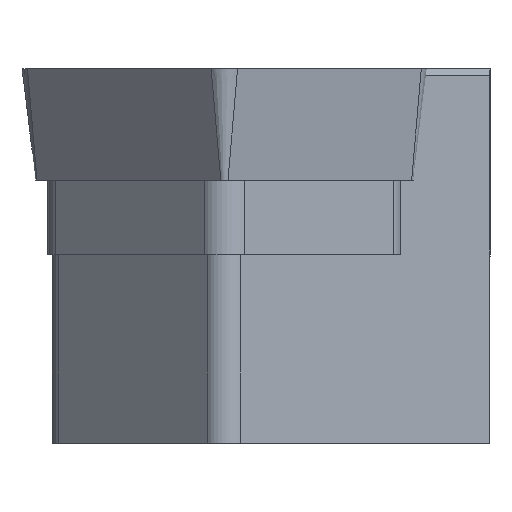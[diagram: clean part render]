
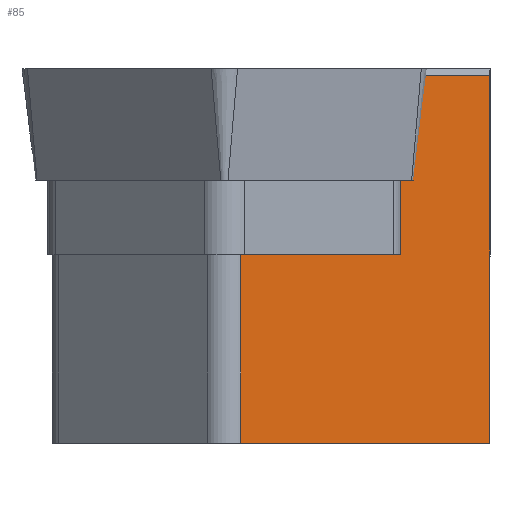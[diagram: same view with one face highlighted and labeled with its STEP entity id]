
A CAD part, left-side view. The second image highlights one B-rep face of the part: STEP entity #85.
In plain terms, the highlighted planar face has unit normal (-0.707, -0.707, 0).
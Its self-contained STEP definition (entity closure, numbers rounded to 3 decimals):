
#85=ADVANCED_FACE('',(#142),#112,.F.);
#112=PLANE('',#672);
#142=FACE_OUTER_BOUND('',#175,.T.);
#175=EDGE_LOOP('',(#262,#263,#264,#265,#266,#267,#268,#269));
#262=ORIENTED_EDGE('',*,*,#464,.F.);
#263=ORIENTED_EDGE('',*,*,#463,.T.);
#264=ORIENTED_EDGE('',*,*,#465,.F.);
#265=ORIENTED_EDGE('',*,*,#466,.F.);
#266=ORIENTED_EDGE('',*,*,#467,.F.);
#267=ORIENTED_EDGE('',*,*,#468,.F.);
#268=ORIENTED_EDGE('',*,*,#469,.F.);
#269=ORIENTED_EDGE('',*,*,#470,.T.);
#394=VERTEX_POINT('',#950);
#395=VERTEX_POINT('',#952);
#396=VERTEX_POINT('',#956);
#397=VERTEX_POINT('',#958);
#398=VERTEX_POINT('',#960);
#399=VERTEX_POINT('',#962);
#400=VERTEX_POINT('',#964);
#401=VERTEX_POINT('',#966);
#463=EDGE_CURVE('',#394,#395,#537,.T.);
#464=EDGE_CURVE('',#394,#396,#538,.T.);
#465=EDGE_CURVE('',#397,#395,#539,.T.);
#466=EDGE_CURVE('',#398,#397,#540,.T.);
#467=EDGE_CURVE('',#399,#398,#541,.T.);
#468=EDGE_CURVE('',#400,#399,#542,.T.);
#469=EDGE_CURVE('',#401,#400,#543,.T.);
#470=EDGE_CURVE('',#401,#396,#544,.T.);
#537=LINE('',#953,#605);
#538=LINE('',#955,#606);
#539=LINE('',#957,#607);
#540=LINE('',#959,#608);
#541=LINE('',#961,#609);
#542=LINE('',#963,#610);
#543=LINE('',#965,#611);
#544=LINE('',#967,#612);
#605=VECTOR('',#777,1.);
#606=VECTOR('',#780,1.);
#607=VECTOR('',#781,1.);
#608=VECTOR('',#782,1.);
#609=VECTOR('',#783,1.);
#610=VECTOR('',#784,1.);
#611=VECTOR('',#785,1.);
#612=VECTOR('',#786,1.);
#672=AXIS2_PLACEMENT_3D('',#968,#787,#788);
#777=DIRECTION('',(0.,0.,-1.));
#780=DIRECTION('',(0.707,-0.707,0.));
#781=DIRECTION('',(-0.707,0.707,0.));
#782=DIRECTION('',(0.,0.,-1.));
#783=DIRECTION('',(0.707,-0.707,0.));
#784=DIRECTION('',(0.086,-0.086,0.993));
#785=DIRECTION('',(0.707,-0.707,0.));
#786=DIRECTION('',(0.,0.,-1.));
#787=DIRECTION('',(0.707,0.707,0.));
#788=DIRECTION('',(0.707,-0.707,0.));
#950=CARTESIAN_POINT('',(1.979,10.643,-7.94));
#952=CARTESIAN_POINT('',(1.979,10.643,-16.));
#953=CARTESIAN_POINT('',(1.979,10.643,-30.));
#955=CARTESIAN_POINT('',(1.979,10.643,-7.94));
#956=CARTESIAN_POINT('',(8.812,3.81,-7.94));
#957=CARTESIAN_POINT('',(1.979,10.643,-16.));
#958=CARTESIAN_POINT('',(12.622,0.,-16.));
#959=CARTESIAN_POINT('',(12.622,0.,-30.));
#960=CARTESIAN_POINT('',(12.622,0.,-0.3));
#961=CARTESIAN_POINT('',(1.979,10.643,-0.3));
#962=CARTESIAN_POINT('',(9.425,3.197,-0.3));
#963=CARTESIAN_POINT('',(6.774,5.847,-30.833));
#964=CARTESIAN_POINT('',(9.038,3.584,-4.76));
#965=CARTESIAN_POINT('',(1.979,10.643,-4.76));
#966=CARTESIAN_POINT('',(8.812,3.81,-4.76));
#967=CARTESIAN_POINT('',(8.812,3.81,-4.76));
#968=CARTESIAN_POINT('',(1.979,10.643,-30.));
